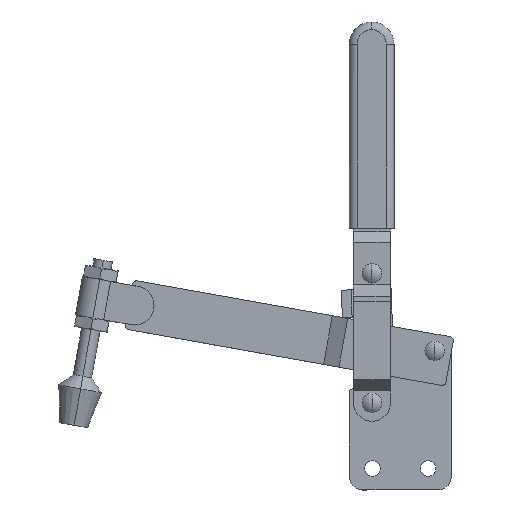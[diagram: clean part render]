
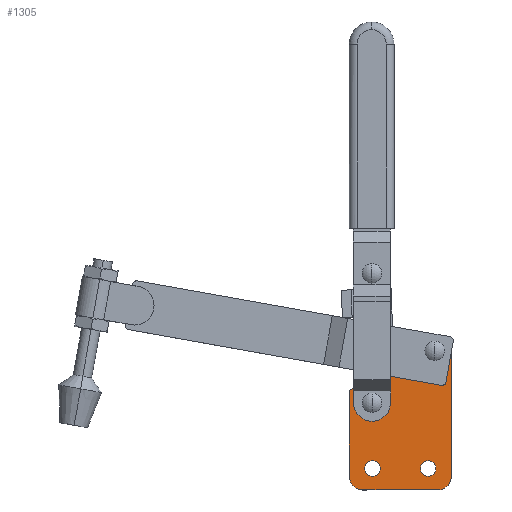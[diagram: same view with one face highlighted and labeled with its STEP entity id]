
A CAD part, top view. The second image highlights one B-rep face of the part: STEP entity #1305.
In plain terms, the highlighted planar face has unit normal (0, 0, 1).
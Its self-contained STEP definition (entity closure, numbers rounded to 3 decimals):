
#68 = CIRCLE ( 'NONE', #9910, 4. ) ;
#78 = CIRCLE ( 'NONE', #4193, 7. ) ;
#151 = LINE ( 'NONE', #576, #4433 ) ;
#159 = EDGE_CURVE ( 'NONE', #3976, #5354, #9398, .T. ) ;
#207 = EDGE_LOOP ( 'NONE', ( #8374, #3249 ) ) ;
#307 = DIRECTION ( 'NONE',  ( 0., 0., 1. ) ) ;
#375 = AXIS2_PLACEMENT_3D ( 'NONE', #3837, #9451, #4648 ) ;
#403 = AXIS2_PLACEMENT_3D ( 'NONE', #3039, #8659, #3836 ) ;
#428 = CARTESIAN_POINT ( 'NONE',  ( 13.7, 25.4, 5. ) ) ;
#523 = DIRECTION ( 'NONE',  ( 1., 0., 0. ) ) ;
#576 = CARTESIAN_POINT ( 'NONE',  ( 52.4, 52.1, 5. ) ) ;
#588 = CARTESIAN_POINT ( 'NONE',  ( 52.4, 52.1, 5. ) ) ;
#618 = AXIS2_PLACEMENT_3D ( 'NONE', #4511, #9302, #3684 ) ;
#662 = CARTESIAN_POINT ( 'NONE',  ( 7., -12.39, 5. ) ) ;
#805 = ORIENTED_EDGE ( 'NONE', *, *, #5796, .F. ) ;
#811 = CARTESIAN_POINT ( 'NONE',  ( 45.4, -19.39, 5. ) ) ;
#841 = DIRECTION ( 'NONE',  ( 1., 0., 0. ) ) ;
#914 = DIRECTION ( 'NONE',  ( 0., 0., 1. ) ) ;
#927 = CARTESIAN_POINT ( 'NONE',  ( 11.7, 25.4, 5. ) ) ;
#1293 = CIRCLE ( 'NONE', #403, 4. ) ;
#1305 = ADVANCED_FACE ( 'NONE', ( #1815, #3689, #7970, #6094, #1565 ), #8630, .T. ) ;
#1315 = EDGE_CURVE ( 'NONE', #3536, #6427, #7719, .T. ) ;
#1467 = DIRECTION ( 'NONE',  ( 1., 0., 0. ) ) ;
#1550 = LINE ( 'NONE', #2152, #3672 ) ;
#1565 = FACE_OUTER_BOUND ( 'NONE', #4180, .T. ) ;
#1585 = CIRCLE ( 'NONE', #375, 8.5 ) ;
#1626 = CARTESIAN_POINT ( 'NONE',  ( 15.9, -8.29, 5. ) ) ;
#1734 = DIRECTION ( 'NONE',  ( 1., 0., 0. ) ) ;
#1746 = VECTOR ( 'NONE', #841, 1000. ) ;
#1815 = FACE_BOUND ( 'NONE', #4750, .T. ) ;
#1891 = ORIENTED_EDGE ( 'NONE', *, *, #2735, .T. ) ;
#1913 = VERTEX_POINT ( 'NONE', #8368 ) ;
#1958 = CARTESIAN_POINT ( 'NONE',  ( 43.9, 52.1, 5. ) ) ;
#2152 = CARTESIAN_POINT ( 'NONE',  ( 0., -12.39, 5. ) ) ;
#2482 = AXIS2_PLACEMENT_3D ( 'NONE', #5716, #914, #6535 ) ;
#2488 = CARTESIAN_POINT ( 'NONE',  ( 39.025, 59.063, 5. ) ) ;
#2715 = CARTESIAN_POINT ( 'NONE',  ( 11.9, -8.29, 5. ) ) ;
#2735 = EDGE_CURVE ( 'NONE', #9196, #5385, #151, .T. ) ;
#2762 = DIRECTION ( 'NONE',  ( 1., 0., 0. ) ) ;
#2796 = DIRECTION ( 'NONE',  ( 0., 0., 1. ) ) ;
#2933 = CARTESIAN_POINT ( 'NONE',  ( 7., -19.39, 5. ) ) ;
#2994 = CIRCLE ( 'NONE', #6101, 2. ) ;
#3039 = CARTESIAN_POINT ( 'NONE',  ( 40.5, -8.29, 5. ) ) ;
#3043 = EDGE_LOOP ( 'NONE', ( #6561, #10241 ) ) ;
#3064 = CARTESIAN_POINT ( 'NONE',  ( 52.4, -12.39, 5. ) ) ;
#3068 = VERTEX_POINT ( 'NONE', #7397 ) ;
#3088 = CIRCLE ( 'NONE', #7726, 2. ) ;
#3249 = ORIENTED_EDGE ( 'NONE', *, *, #7686, .F. ) ;
#3392 = CARTESIAN_POINT ( 'NONE',  ( 45.4, -19.39, 5. ) ) ;
#3495 = DIRECTION ( 'NONE',  ( 1., 0., 0. ) ) ;
#3536 = VERTEX_POINT ( 'NONE', #2488 ) ;
#3672 = VECTOR ( 'NONE', #5336, 1000. ) ;
#3684 = DIRECTION ( 'NONE',  ( 1., 0., 0. ) ) ;
#3689 = FACE_BOUND ( 'NONE', #207, .T. ) ;
#3741 = CARTESIAN_POINT ( 'NONE',  ( 43.9, 52.1, 5. ) ) ;
#3836 = DIRECTION ( 'NONE',  ( 1., 0., 0. ) ) ;
#3837 = CARTESIAN_POINT ( 'NONE',  ( 43.9, 52.1, 5. ) ) ;
#3871 = LINE ( 'NONE', #811, #1746 ) ;
#3976 = VERTEX_POINT ( 'NONE', #10378 ) ;
#4023 = CARTESIAN_POINT ( 'NONE',  ( 0., -12.39, 5. ) ) ;
#4053 = ORIENTED_EDGE ( 'NONE', *, *, #5412, .T. ) ;
#4061 = EDGE_CURVE ( 'NONE', #7041, #9465, #3871, .T. ) ;
#4180 = EDGE_LOOP ( 'NONE', ( #4053, #7377, #4317, #8057, #5235, #8563, #1891 ) ) ;
#4189 = EDGE_LOOP ( 'NONE', ( #9123, #805 ) ) ;
#4193 = AXIS2_PLACEMENT_3D ( 'NONE', #662, #6291, #1467 ) ;
#4200 = EDGE_CURVE ( 'NONE', #9465, #9196, #6644, .T. ) ;
#4317 = ORIENTED_EDGE ( 'NONE', *, *, #8531, .T. ) ;
#4336 = DIRECTION ( 'NONE',  ( 0., 0., 1. ) ) ;
#4433 = VECTOR ( 'NONE', #6193, 1000. ) ;
#4466 = CARTESIAN_POINT ( 'NONE',  ( 0., 31.737, 5. ) ) ;
#4511 = CARTESIAN_POINT ( 'NONE',  ( 43.9, 52.1, 5. ) ) ;
#4648 = DIRECTION ( 'NONE',  ( 1., 0., 0. ) ) ;
#4750 = EDGE_LOOP ( 'NONE', ( #9929, #7282 ) ) ;
#4752 = CIRCLE ( 'NONE', #8969, 2. ) ;
#5002 = EDGE_CURVE ( 'NONE', #6714, #7041, #78, .T. ) ;
#5114 = CARTESIAN_POINT ( 'NONE',  ( 11.9, -8.29, 5. ) ) ;
#5163 = EDGE_CURVE ( 'NONE', #3068, #9298, #68, .T. ) ;
#5235 = ORIENTED_EDGE ( 'NONE', *, *, #4061, .T. ) ;
#5336 = DIRECTION ( 'NONE',  ( 0., -1., 0. ) ) ;
#5339 = DIRECTION ( 'NONE',  ( -0.819, -0.574, 0. ) ) ;
#5354 = VERTEX_POINT ( 'NONE', #6177 ) ;
#5385 = VERTEX_POINT ( 'NONE', #588 ) ;
#5412 = EDGE_CURVE ( 'NONE', #5385, #3536, #1585, .T. ) ;
#5646 = EDGE_CURVE ( 'NONE', #1913, #7798, #4752, .T. ) ;
#5716 = CARTESIAN_POINT ( 'NONE',  ( 40.5, -8.29, 5. ) ) ;
#5796 = EDGE_CURVE ( 'NONE', #5354, #3976, #2994, .T. ) ;
#5926 = DIRECTION ( 'NONE',  ( 1., 0., 0. ) ) ;
#6094 = FACE_BOUND ( 'NONE', #4189, .T. ) ;
#6101 = AXIS2_PLACEMENT_3D ( 'NONE', #1958, #7553, #2762 ) ;
#6141 = DIRECTION ( 'NONE',  ( 0., 0., 1. ) ) ;
#6163 = CARTESIAN_POINT ( 'NONE',  ( 36.5, -8.29, 5. ) ) ;
#6177 = CARTESIAN_POINT ( 'NONE',  ( 45.9, 52.1, 5. ) ) ;
#6193 = DIRECTION ( 'NONE',  ( 0., 1., 0. ) ) ;
#6228 = CIRCLE ( 'NONE', #2482, 4. ) ;
#6291 = DIRECTION ( 'NONE',  ( 0., 0., 1. ) ) ;
#6353 = CIRCLE ( 'NONE', #8922, 4. ) ;
#6427 = VERTEX_POINT ( 'NONE', #4466 ) ;
#6535 = DIRECTION ( 'NONE',  ( 1., 0., 0. ) ) ;
#6545 = DIRECTION ( 'NONE',  ( 0., 0., 1. ) ) ;
#6561 = ORIENTED_EDGE ( 'NONE', *, *, #5646, .F. ) ;
#6644 = CIRCLE ( 'NONE', #8821, 7. ) ;
#6714 = VERTEX_POINT ( 'NONE', #4023 ) ;
#7041 = VERTEX_POINT ( 'NONE', #2933 ) ;
#7280 = EDGE_CURVE ( 'NONE', #7798, #1913, #3088, .T. ) ;
#7282 = ORIENTED_EDGE ( 'NONE', *, *, #8622, .F. ) ;
#7377 = ORIENTED_EDGE ( 'NONE', *, *, #1315, .T. ) ;
#7397 = CARTESIAN_POINT ( 'NONE',  ( 7.9, -8.29, 5. ) ) ;
#7550 = EDGE_CURVE ( 'NONE', #9116, #8549, #6228, .T. ) ;
#7553 = DIRECTION ( 'NONE',  ( 0., 0., 1. ) ) ;
#7585 = CARTESIAN_POINT ( 'NONE',  ( 11.7, 25.4, 5. ) ) ;
#7686 = EDGE_CURVE ( 'NONE', #9298, #3068, #6353, .T. ) ;
#7719 = LINE ( 'NONE', #10139, #9833 ) ;
#7726 = AXIS2_PLACEMENT_3D ( 'NONE', #7585, #2796, #8402 ) ;
#7798 = VERTEX_POINT ( 'NONE', #428 ) ;
#7970 = FACE_BOUND ( 'NONE', #3043, .T. ) ;
#8057 = ORIENTED_EDGE ( 'NONE', *, *, #5002, .T. ) ;
#8324 = DIRECTION ( 'NONE',  ( 0., 0., 1. ) ) ;
#8368 = CARTESIAN_POINT ( 'NONE',  ( 9.7, 25.4, 5. ) ) ;
#8374 = ORIENTED_EDGE ( 'NONE', *, *, #5163, .F. ) ;
#8402 = DIRECTION ( 'NONE',  ( 1., 0., 0. ) ) ;
#8531 = EDGE_CURVE ( 'NONE', #6427, #6714, #1550, .T. ) ;
#8549 = VERTEX_POINT ( 'NONE', #10171 ) ;
#8563 = ORIENTED_EDGE ( 'NONE', *, *, #4200, .T. ) ;
#8564 = AXIS2_PLACEMENT_3D ( 'NONE', #3741, #6141, #523 ) ;
#8622 = EDGE_CURVE ( 'NONE', #8549, #9116, #1293, .T. ) ;
#8630 = PLANE ( 'NONE',  #8564 ) ;
#8659 = DIRECTION ( 'NONE',  ( 0., 0., 1. ) ) ;
#8821 = AXIS2_PLACEMENT_3D ( 'NONE', #9111, #4336, #9931 ) ;
#8922 = AXIS2_PLACEMENT_3D ( 'NONE', #2715, #8324, #3495 ) ;
#8969 = AXIS2_PLACEMENT_3D ( 'NONE', #927, #6545, #1734 ) ;
#9111 = CARTESIAN_POINT ( 'NONE',  ( 45.4, -12.39, 5. ) ) ;
#9116 = VERTEX_POINT ( 'NONE', #6163 ) ;
#9123 = ORIENTED_EDGE ( 'NONE', *, *, #159, .F. ) ;
#9196 = VERTEX_POINT ( 'NONE', #3064 ) ;
#9298 = VERTEX_POINT ( 'NONE', #1626 ) ;
#9302 = DIRECTION ( 'NONE',  ( 0., 0., 1. ) ) ;
#9398 = CIRCLE ( 'NONE', #618, 2. ) ;
#9451 = DIRECTION ( 'NONE',  ( 0., 0., 1. ) ) ;
#9465 = VERTEX_POINT ( 'NONE', #3392 ) ;
#9833 = VECTOR ( 'NONE', #5339, 1000. ) ;
#9910 = AXIS2_PLACEMENT_3D ( 'NONE', #5114, #307, #5926 ) ;
#9929 = ORIENTED_EDGE ( 'NONE', *, *, #7550, .F. ) ;
#9931 = DIRECTION ( 'NONE',  ( 1., 0., 0. ) ) ;
#10139 = CARTESIAN_POINT ( 'NONE',  ( 3.838, 34.425, 5. ) ) ;
#10171 = CARTESIAN_POINT ( 'NONE',  ( 44.5, -8.29, 5. ) ) ;
#10241 = ORIENTED_EDGE ( 'NONE', *, *, #7280, .F. ) ;
#10378 = CARTESIAN_POINT ( 'NONE',  ( 41.9, 52.1, 5. ) ) ;
